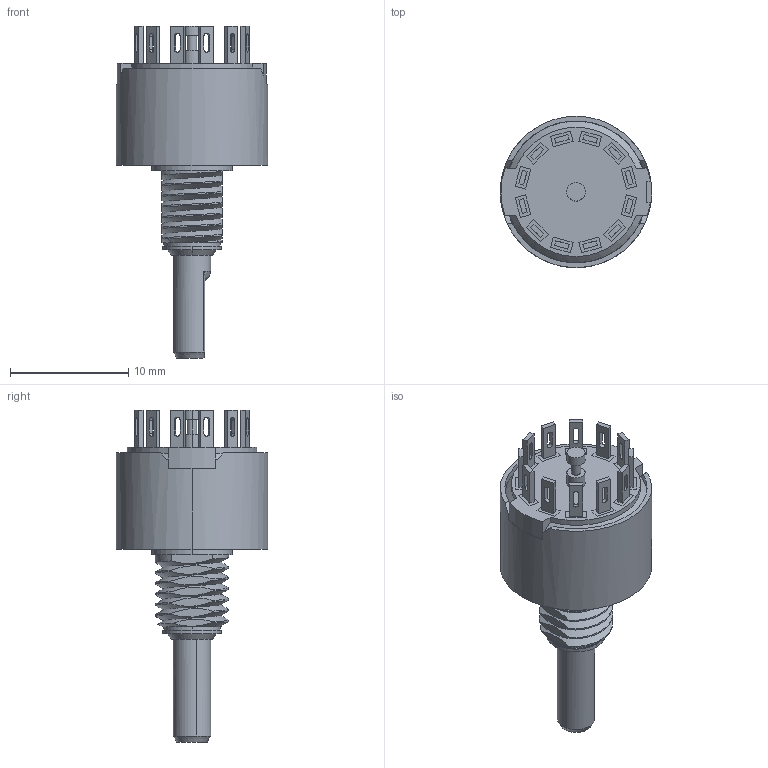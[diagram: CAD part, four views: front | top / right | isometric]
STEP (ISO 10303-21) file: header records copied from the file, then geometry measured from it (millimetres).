
FILE_DESCRIPTION((''),'2;1');
FILE_NAME('56D30-01-1-AJX_SW0001','2017-08-02T',('jjanota'),(''),'PRO/ENGINEER BY PARAMETRIC TECHNOLOGY CORPORATION, 2016100','PRO/ENGINEER BY PARAMETRIC TECHNOLOGY CORPORATION, 2016100','');
FILE_SCHEMA(('CONFIG_CONTROL_DESIGN'));
Length unit declared in the file: inch
Products named in the file (1): 56D30-01-1-AJX_SW0001
Bounding box: 12.83 x 12.83 x 28.12 mm (x, y, z)
Surface area: 1830.3 mm2 (no closed solid volume)
Topology: 0 solids, 33 shells, 430 faces, 1338 edges, 956 vertices
Faces by surface type: plane 237, cylinder 148, cone 22, torus 16, bspline 7
Entity records: 17308 total; most frequent: CARTESIAN_POINT 5239, DIRECTION 2421, ORIENTED_EDGE 2407, EDGE_CURVE 1338, VERTEX_POINT 956, VECTOR 841, LINE 841, AXIS2_PLACEMENT_3D 790
